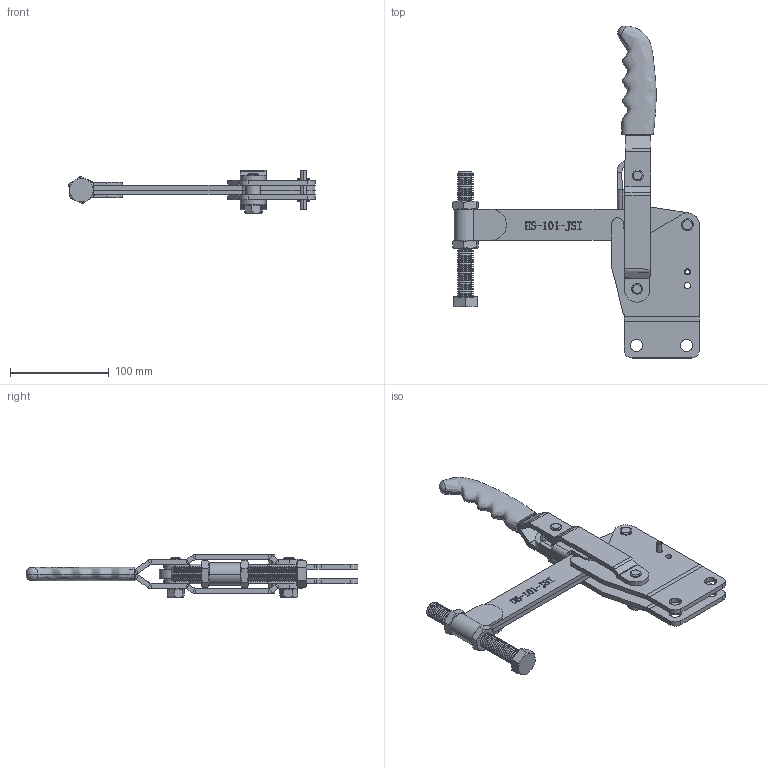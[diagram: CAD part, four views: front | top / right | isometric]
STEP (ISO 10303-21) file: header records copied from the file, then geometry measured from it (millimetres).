
FILE_DESCRIPTION (( 'STEP AP203' ), '1' );
FILE_NAME ('HS-101-JSI .STEP', '2019-10-14T02:01:08', ( '微软用户' ), ( '微软中国' ), 'SwSTEP 2.0', 'SolidWorks 2012', '' );
FILE_SCHEMA (( 'CONFIG_CONTROL_DESIGN' ));
Length unit declared in the file: millimetre
Products named in the file (17): 階杶; 101-J-08; 眻忒梟蚾饜极; 忒梟; 忒參; 妗陑揤參蚾饜极; hex finished bolt_ai_HFBOLT 0.625-11x5x5-S; hex thin nuts-grades ab-chamfered gb_GB_FASTENER_NUT_STNAB M16-N; 妗陑揤參; 標; 蟀裝; 傻种; 眻菁釱衵; 眻菁釱酘; HS-101-JSI ; prevailing torque all-metal 1 gb_GB_HEXAGON_LOCK_TYPE1 M10-N; 粟俶种
Assembly tree (22 placements, depth 3):
  HS-101-JSI 
    眻菁釱酘
    眻菁釱衵
    傻种  x2
    蟀裝
    妗陑揤參蚾饜极
      標
      妗陑揤參  x2
      hex thin nuts-grades ab-chamfered gb_GB_FASTENER_NUT_STNAB M16-N  x2
      hex finished bolt_ai_HFBOLT 0.625-11x5x5-S
    眻忒梟蚾饜极
      忒參
      忒梟  x2
    101-J-08  x2
    階杶
    粟俶种
    prevailing torque all-metal 1 gb_GB_HEXAGON_LOCK_TYPE1 M10-N  x2
Bounding box: 250.11 x 337.01 x 44 mm (x, y, z)
Volume: 336420.2 mm3; surface area: 157353 mm2
Topology: 20 solids, 20 shells, 1539 faces, 3972 edges, 2535 vertices
Faces by surface type: plane 699, cylinder 277, cone 274, bspline 266, torus 21, sphere 2
Entity records: 43055 total; most frequent: CARTESIAN_POINT 15942, ORIENTED_EDGE 5352, DIRECTION 5108, EDGE_CURVE 2676, AXIS2_PLACEMENT_3D 1808, VERTEX_POINT 1696, VECTOR 1492, LINE 1492
